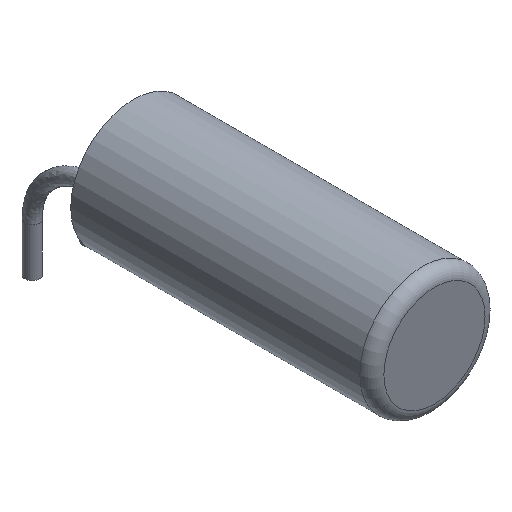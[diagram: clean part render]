
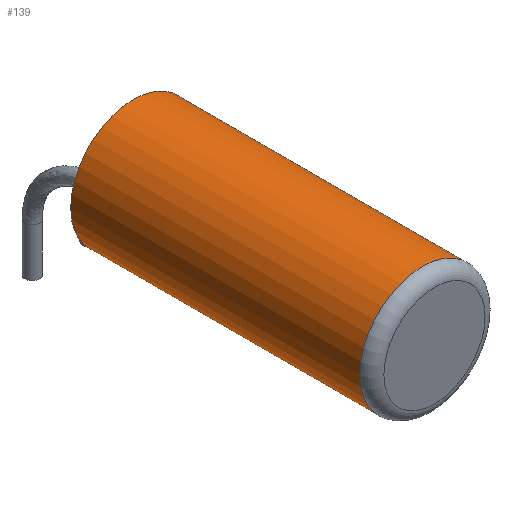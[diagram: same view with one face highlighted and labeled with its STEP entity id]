
A CAD part, isometric view. The second image highlights one B-rep face of the part: STEP entity #139.
In plain terms, the highlighted cylindrical face has radius 2.6 mm (diameter 5.2 mm), a full revolution.
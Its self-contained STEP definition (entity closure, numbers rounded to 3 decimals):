
#34=FACE_OUTER_BOUND('',#44,.T.);
#44=EDGE_LOOP('',(#113,#114,#115,#116,#117));
#51=LINE('',#429,#54);
#54=VECTOR('',#205,2.6);
#61=CIRCLE('',#167,2.6);
#62=CIRCLE('',#168,2.6);
#63=CIRCLE('',#170,2.6);
#71=VERTEX_POINT('',#422);
#72=VERTEX_POINT('',#424);
#73=VERTEX_POINT('',#428);
#86=EDGE_CURVE('',#71,#72,#61,.T.);
#87=EDGE_CURVE('',#72,#71,#62,.T.);
#88=EDGE_CURVE('',#72,#73,#51,.T.);
#89=EDGE_CURVE('',#73,#73,#63,.T.);
#113=ORIENTED_EDGE('',*,*,#87,.F.);
#114=ORIENTED_EDGE('',*,*,#88,.T.);
#115=ORIENTED_EDGE('',*,*,#89,.F.);
#116=ORIENTED_EDGE('',*,*,#88,.F.);
#117=ORIENTED_EDGE('',*,*,#86,.F.);
#124=CYLINDRICAL_SURFACE('',#169,2.6);
#139=ADVANCED_FACE('',(#34),#124,.T.);
#167=AXIS2_PLACEMENT_3D('',#425,#199,#200);
#168=AXIS2_PLACEMENT_3D('',#426,#201,#202);
#169=AXIS2_PLACEMENT_3D('',#427,#203,#204);
#170=AXIS2_PLACEMENT_3D('',#430,#206,#207);
#199=DIRECTION('center_axis',(0.,-1.,0.));
#200=DIRECTION('ref_axis',(1.,0.,0.));
#201=DIRECTION('center_axis',(0.,-1.,0.));
#202=DIRECTION('ref_axis',(1.,0.,0.));
#203=DIRECTION('center_axis',(0.,-1.,0.));
#204=DIRECTION('ref_axis',(1.,0.,0.));
#205=DIRECTION('',(0.,1.,0.));
#206=DIRECTION('center_axis',(0.,1.,0.));
#207=DIRECTION('ref_axis',(1.,0.,0.));
#422=CARTESIAN_POINT('',(0.,-12.,2.6));
#424=CARTESIAN_POINT('',(-2.6,-12.,0.));
#425=CARTESIAN_POINT('Origin',(0.,-12.,0.));
#426=CARTESIAN_POINT('Origin',(0.,-12.,0.));
#427=CARTESIAN_POINT('Origin',(0.,0.,0.));
#428=CARTESIAN_POINT('',(-2.6,0.,0.));
#429=CARTESIAN_POINT('',(-2.6,0.,0.));
#430=CARTESIAN_POINT('Origin',(0.,0.,0.));
